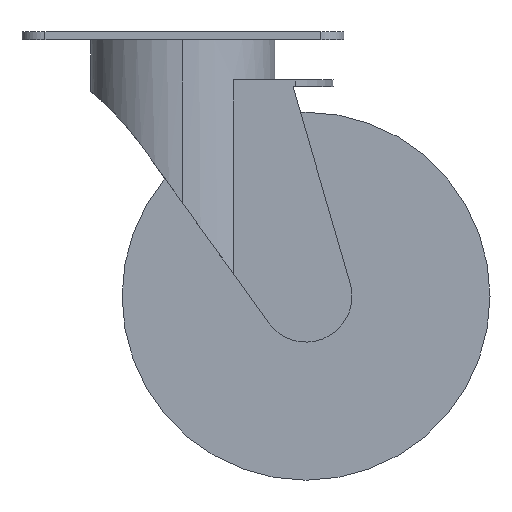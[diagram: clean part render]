
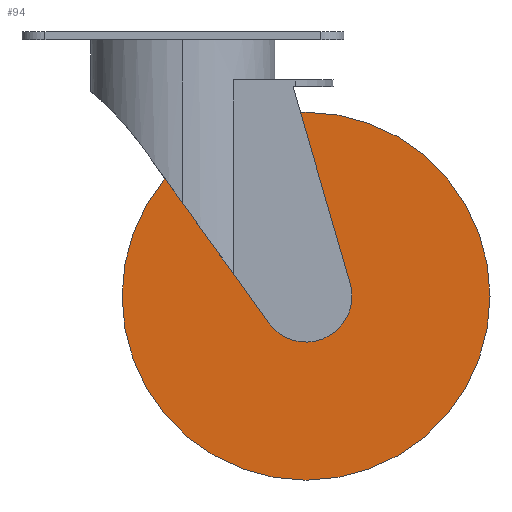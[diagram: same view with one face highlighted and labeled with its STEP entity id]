
A CAD part, front view. The second image highlights one B-rep face of the part: STEP entity #94.
In plain terms, the highlighted planar face has unit normal (0, -1, 0).
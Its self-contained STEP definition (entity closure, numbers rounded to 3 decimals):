
#94=ADVANCED_FACE('',(#226,#227),#228,.T.);
#226=FACE_BOUND('',#406,.T.);
#227=FACE_OUTER_BOUND('',#407,.T.);
#228=PLANE('',#408);
#406=EDGE_LOOP('',(#628,#629));
#407=EDGE_LOOP('',(#630,#631));
#408=AXIS2_PLACEMENT_3D('',#632,#633,#634);
#628=ORIENTED_EDGE('',*,*,#1092,.T.);
#629=ORIENTED_EDGE('',*,*,#1090,.T.);
#630=ORIENTED_EDGE('',*,*,#1099,.T.);
#631=ORIENTED_EDGE('',*,*,#1078,.T.);
#632=CARTESIAN_POINT('',(53.5,-20.0,-115.0));
#633=DIRECTION('',(0.0,-1.0,0.0));
#634=DIRECTION('',(1.0,0.0,0.0));
#1078=EDGE_CURVE('',#1295,#1292,#1296,.T.);
#1090=EDGE_CURVE('',#1311,#1315,#1317,.T.);
#1092=EDGE_CURVE('',#1315,#1311,#1319,.T.);
#1099=EDGE_CURVE('',#1292,#1295,#1326,.T.);
#1292=VERTEX_POINT('',#1596);
#1295=VERTEX_POINT('',#1600);
#1296=CIRCLE('',#1601,80.0);
#1311=VERTEX_POINT('',#1619);
#1315=VERTEX_POINT('',#1624);
#1317=CIRCLE('',#1627,12.0);
#1319=CIRCLE('',#1629,12.0);
#1326=CIRCLE('',#1636,80.0);
#1596=CARTESIAN_POINT('',(-26.5,-20.0,-115.0));
#1600=CARTESIAN_POINT('',(133.5,-20.0,-115.0));
#1601=AXIS2_PLACEMENT_3D('',#2148,#2149,#2150);
#1619=CARTESIAN_POINT('',(41.5,-20.0,-115.0));
#1624=CARTESIAN_POINT('',(65.5,-20.0,-115.0));
#1627=AXIS2_PLACEMENT_3D('',#2168,#2169,#2170);
#1629=AXIS2_PLACEMENT_3D('',#2171,#2172,#2173);
#1636=AXIS2_PLACEMENT_3D('',#2186,#2187,#2188);
#2148=CARTESIAN_POINT('',(53.5,-20.0,-115.0));
#2149=DIRECTION('',(0.0,-1.0,0.0));
#2150=DIRECTION('',(-1.0,0.0,0.0));
#2168=CARTESIAN_POINT('',(53.5,-20.0,-115.0));
#2169=DIRECTION('',(0.0,1.0,-0.0));
#2170=DIRECTION('',(-1.0,0.0,0.0));
#2171=CARTESIAN_POINT('',(53.5,-20.0,-115.0));
#2172=DIRECTION('',(0.0,1.0,-0.0));
#2173=DIRECTION('',(-1.0,0.0,0.0));
#2186=CARTESIAN_POINT('',(53.5,-20.0,-115.0));
#2187=DIRECTION('',(0.0,-1.0,0.0));
#2188=DIRECTION('',(-1.0,0.0,0.0));
